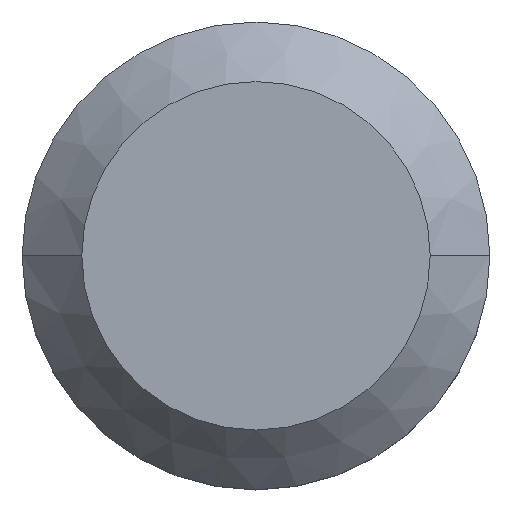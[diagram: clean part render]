
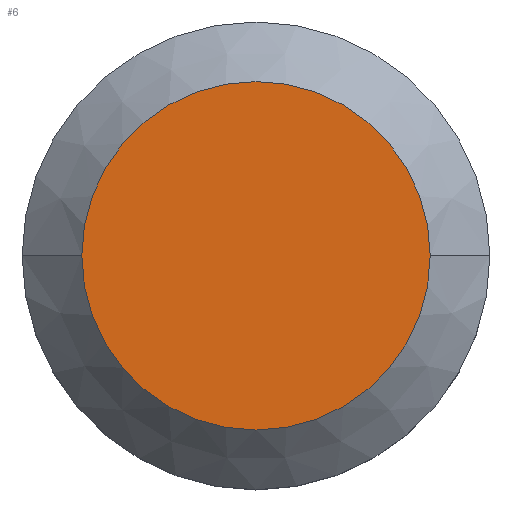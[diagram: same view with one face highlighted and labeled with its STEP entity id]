
A CAD part, top view. The second image highlights one B-rep face of the part: STEP entity #6.
In plain terms, the highlighted planar face has unit normal (0, 0, 1).
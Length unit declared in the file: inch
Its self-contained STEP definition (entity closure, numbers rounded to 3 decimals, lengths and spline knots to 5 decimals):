
#6 = ADVANCED_FACE ( 'NONE', ( #129 ), #14, .T. ) ;
#12 = VERTEX_POINT ( 'NONE', #119 ) ;
#14 = PLANE ( 'NONE',  #152 ) ;
#17 = DIRECTION ( 'NONE',  ( 1., 0., 0. ) ) ;
#24 = CARTESIAN_POINT ( 'NONE',  ( 0., 0., 0.198 ) ) ;
#25 = CARTESIAN_POINT ( 'NONE',  ( 0., 0., 0.198 ) ) ;
#40 = VERTEX_POINT ( 'NONE', #99 ) ;
#55 = DIRECTION ( 'NONE',  ( 1., 0., 0. ) ) ;
#66 = EDGE_CURVE ( 'NONE', #12, #40, #158, .T. ) ;
#87 = DIRECTION ( 'NONE',  ( 0., 0., 1. ) ) ;
#91 = DIRECTION ( 'NONE',  ( 0., 0., 1. ) ) ;
#92 = DIRECTION ( 'NONE',  ( 1., 0., 0. ) ) ;
#98 = AXIS2_PLACEMENT_3D ( 'NONE', #25, #91, #17 ) ;
#99 = CARTESIAN_POINT ( 'NONE',  ( 0.1825, 0., 0.198 ) ) ;
#102 = EDGE_LOOP ( 'NONE', ( #136, #125 ) ) ;
#108 = DIRECTION ( 'NONE',  ( 0., 0., 1. ) ) ;
#109 = CIRCLE ( 'NONE', #123, 0.1825 ) ;
#119 = CARTESIAN_POINT ( 'NONE',  ( -0.1825, 0., 0.198 ) ) ;
#123 = AXIS2_PLACEMENT_3D ( 'NONE', #160, #108, #92 ) ;
#125 = ORIENTED_EDGE ( 'NONE', *, *, #137, .T. ) ;
#129 = FACE_OUTER_BOUND ( 'NONE', #102, .T. ) ;
#136 = ORIENTED_EDGE ( 'NONE', *, *, #66, .T. ) ;
#137 = EDGE_CURVE ( 'NONE', #40, #12, #109, .T. ) ;
#152 = AXIS2_PLACEMENT_3D ( 'NONE', #24, #87, #55 ) ;
#158 = CIRCLE ( 'NONE', #98, 0.1825 ) ;
#160 = CARTESIAN_POINT ( 'NONE',  ( 0., 0., 0.198 ) ) ;
